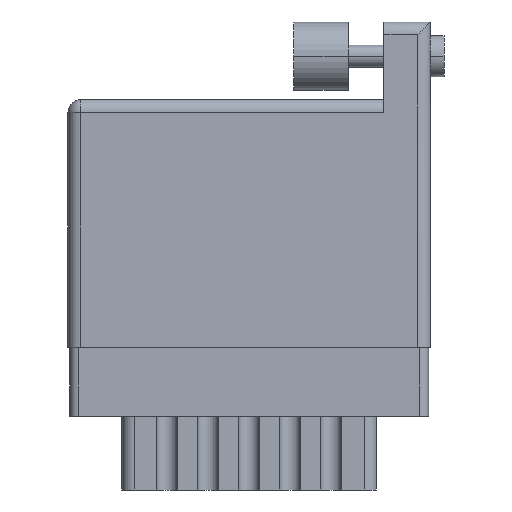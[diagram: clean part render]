
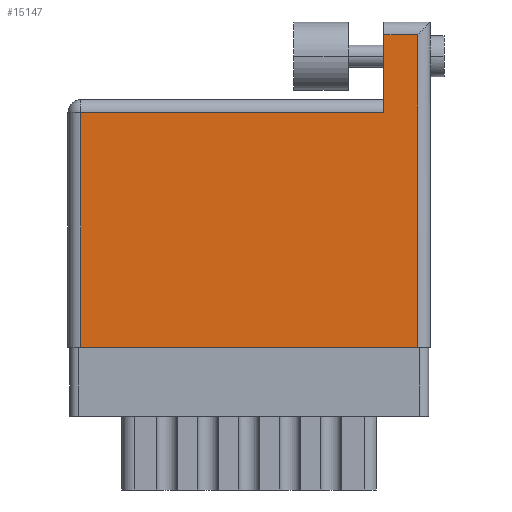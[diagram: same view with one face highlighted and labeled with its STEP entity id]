
A CAD part, front view. The second image highlights one B-rep face of the part: STEP entity #15147.
In plain terms, the highlighted face is planar.
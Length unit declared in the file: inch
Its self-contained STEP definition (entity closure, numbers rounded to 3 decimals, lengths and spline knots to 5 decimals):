
#193 = ORIENTED_EDGE ( 'NONE', *, *, #16535, .T. ) ;
#956 = EDGE_CURVE ( 'NONE', #12978, #13577, #13822, .T. ) ;
#1052 = VERTEX_POINT ( 'NONE', #14601 ) ;
#1773 = DIRECTION ( 'NONE',  ( 0., -1., 0. ) ) ;
#1807 = CARTESIAN_POINT ( 'NONE',  ( 0.047, 0., 0. ) ) ;
#2025 = AXIS2_PLACEMENT_3D ( 'NONE', #19387, #3691, #9198 ) ;
#2197 = PLANE ( 'NONE',  #2025 ) ;
#3017 = VERTEX_POINT ( 'NONE', #5396 ) ;
#3691 = DIRECTION ( 'NONE',  ( 0., 0., -1. ) ) ;
#3976 = ORIENTED_EDGE ( 'NONE', *, *, #20682, .T. ) ;
#4915 = ORIENTED_EDGE ( 'NONE', *, *, #956, .T. ) ;
#5366 = LINE ( 'NONE', #1807, #19676 ) ;
#5396 = CARTESIAN_POINT ( 'NONE',  ( 0.047, 0.859, 0. ) ) ;
#5982 = CARTESIAN_POINT ( 'NONE',  ( 0., 0., 0. ) ) ;
#6196 = CARTESIAN_POINT ( 'NONE',  ( 1.155, 1.143, 0. ) ) ;
#6211 = DIRECTION ( 'NONE',  ( -1., 0., 0. ) ) ;
#6635 = DIRECTION ( 'NONE',  ( 0., 1., 0. ) ) ;
#7449 = DIRECTION ( 'NONE',  ( -1., 0., 0. ) ) ;
#8326 = VECTOR ( 'NONE', #1773, 39.37008 ) ;
#8881 = CARTESIAN_POINT ( 'NONE',  ( 1.155, 1.19, 0. ) ) ;
#9198 = DIRECTION ( 'NONE',  ( -1., 0., 0. ) ) ;
#9539 = EDGE_CURVE ( 'NONE', #22406, #12978, #16710, .T. ) ;
#9572 = ORIENTED_EDGE ( 'NONE', *, *, #18349, .T. ) ;
#9621 = VECTOR ( 'NONE', #7449, 39.37008 ) ;
#9652 = LINE ( 'NONE', #13095, #14148 ) ;
#11080 = VERTEX_POINT ( 'NONE', #14479 ) ;
#11442 = CARTESIAN_POINT ( 'NONE',  ( 1.278, 1.143, 0. ) ) ;
#12300 = ORIENTED_EDGE ( 'NONE', *, *, #20857, .T. ) ;
#12363 = DIRECTION ( 'NONE',  ( 0., -1., 0. ) ) ;
#12667 = VECTOR ( 'NONE', #16409, 39.37008 ) ;
#12978 = VERTEX_POINT ( 'NONE', #6196 ) ;
#13095 = CARTESIAN_POINT ( 'NONE',  ( 0., 0.859, 0. ) ) ;
#13577 = VERTEX_POINT ( 'NONE', #17584 ) ;
#13822 = LINE ( 'NONE', #8881, #8326 ) ;
#14148 = VECTOR ( 'NONE', #6211, 39.37008 ) ;
#14433 = CARTESIAN_POINT ( 'NONE',  ( 1.155, 1.143, 0. ) ) ;
#14479 = CARTESIAN_POINT ( 'NONE',  ( 1.278, 0., 0. ) ) ;
#14601 = CARTESIAN_POINT ( 'NONE',  ( 0.047, 0., 0. ) ) ;
#14689 = LINE ( 'NONE', #5982, #12667 ) ;
#15147 = ADVANCED_FACE ( 'NONE', ( #17672 ), #2197, .F. ) ;
#15348 = LINE ( 'NONE', #18771, #17899 ) ;
#16409 = DIRECTION ( 'NONE',  ( 1., 0., 0. ) ) ;
#16535 = EDGE_CURVE ( 'NONE', #13577, #3017, #9652, .T. ) ;
#16710 = LINE ( 'NONE', #14433, #9621 ) ;
#17291 = ORIENTED_EDGE ( 'NONE', *, *, #9539, .T. ) ;
#17582 = EDGE_LOOP ( 'NONE', ( #9572, #3976, #17291, #4915, #193, #12300 ) ) ;
#17584 = CARTESIAN_POINT ( 'NONE',  ( 1.155, 0.859, 0. ) ) ;
#17672 = FACE_OUTER_BOUND ( 'NONE', #17582, .T. ) ;
#17899 = VECTOR ( 'NONE', #6635, 39.37008 ) ;
#18349 = EDGE_CURVE ( 'NONE', #1052, #11080, #14689, .T. ) ;
#18771 = CARTESIAN_POINT ( 'NONE',  ( 1.278, 1.19, 0. ) ) ;
#19387 = CARTESIAN_POINT ( 'NONE',  ( 0., 0.906, 0. ) ) ;
#19676 = VECTOR ( 'NONE', #12363, 39.37008 ) ;
#20682 = EDGE_CURVE ( 'NONE', #11080, #22406, #15348, .T. ) ;
#20857 = EDGE_CURVE ( 'NONE', #3017, #1052, #5366, .T. ) ;
#22406 = VERTEX_POINT ( 'NONE', #11442 ) ;
